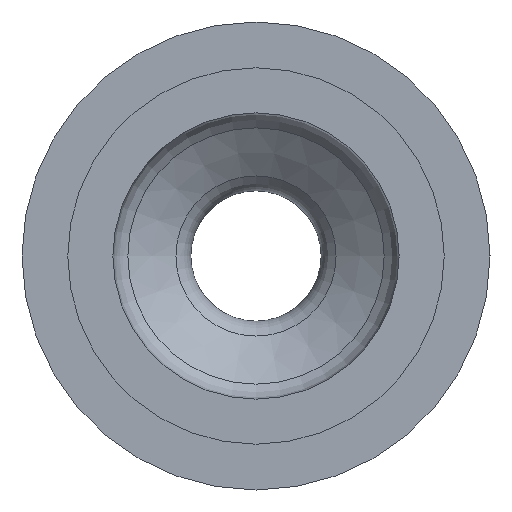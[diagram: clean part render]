
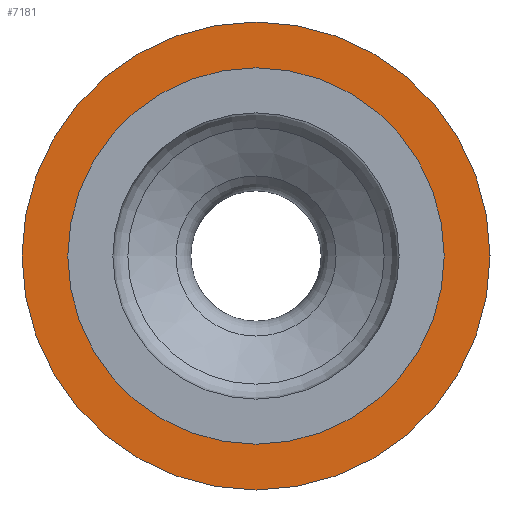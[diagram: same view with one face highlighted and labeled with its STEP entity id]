
A CAD part, left-side view. The second image highlights one B-rep face of the part: STEP entity #7181.
In plain terms, the highlighted planar face has unit normal (-1, 0, 0).
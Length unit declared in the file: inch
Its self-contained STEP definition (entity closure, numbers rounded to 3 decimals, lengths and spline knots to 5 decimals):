
#312=PLANE('',#7763);
#525=FACE_BOUND('',#1392,.T.);
#931=FACE_OUTER_BOUND('',#1391,.T.);
#1391=EDGE_LOOP('',(#6708));
#1392=EDGE_LOOP('',(#6709));
#1604=CIRCLE('',#7734,1.635);
#1618=CIRCLE('',#7764,1.315);
#3529=VERTEX_POINT('',#15247);
#3543=VERTEX_POINT('',#15291);
#4587=EDGE_CURVE('',#3529,#3529,#1604,.T.);
#4601=EDGE_CURVE('',#3543,#3543,#1618,.T.);
#6708=ORIENTED_EDGE('',*,*,#4587,.F.);
#6709=ORIENTED_EDGE('',*,*,#4601,.T.);
#7181=ADVANCED_FACE('',(#931,#525),#312,.T.);
#7734=AXIS2_PLACEMENT_3D('',#15248,#9254,#9255);
#7763=AXIS2_PLACEMENT_3D('',#15290,#9312,#9313);
#7764=AXIS2_PLACEMENT_3D('',#15292,#9314,#9315);
#9254=DIRECTION('center_axis',(1.,0.,0.));
#9255=DIRECTION('ref_axis',(0.,1.,0.));
#9312=DIRECTION('center_axis',(-1.,0.,0.));
#9313=DIRECTION('ref_axis',(0.,0.,1.));
#9314=DIRECTION('center_axis',(1.,0.,0.));
#9315=DIRECTION('ref_axis',(0.,1.,0.));
#15247=CARTESIAN_POINT('',(0.,1.635,0.));
#15248=CARTESIAN_POINT('Origin',(0.,0.,0.));
#15290=CARTESIAN_POINT('Origin',(0.,1.475,0.));
#15291=CARTESIAN_POINT('',(0.,1.315,0.));
#15292=CARTESIAN_POINT('Origin',(0.,0.,0.));
